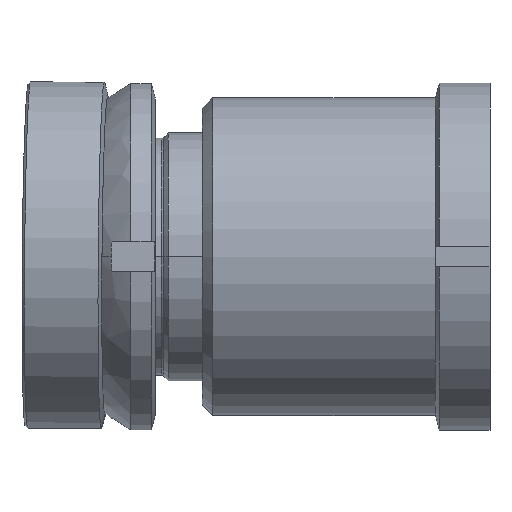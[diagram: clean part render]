
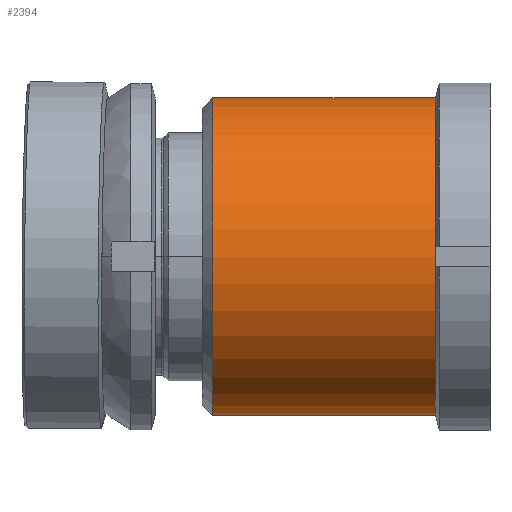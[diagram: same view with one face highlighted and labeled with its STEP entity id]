
A CAD part, left-side view. The second image highlights one B-rep face of the part: STEP entity #2394.
In plain terms, the highlighted cylindrical face has radius 32 mm (diameter 64 mm), a partial arc.
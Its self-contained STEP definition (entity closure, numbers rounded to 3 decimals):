
#364 = CARTESIAN_POINT ( 'NONE',  ( 0., -2.1, 32. ) ) ;
#381 = VECTOR ( 'NONE', #2776, 1000. ) ;
#409 = CARTESIAN_POINT ( 'NONE',  ( 0., -47., -32. ) ) ;
#550 = VERTEX_POINT ( 'NONE', #364 ) ;
#599 = AXIS2_PLACEMENT_3D ( 'NONE', #1536, #3037, #3046 ) ;
#675 = EDGE_CURVE ( 'NONE', #2144, #550, #3154, .T. ) ;
#696 = EDGE_CURVE ( 'NONE', #810, #2611, #2475, .T. ) ;
#734 = VERTEX_POINT ( 'NONE', #1774 ) ;
#740 = EDGE_LOOP ( 'NONE', ( #1803, #2649, #921, #2970, #2054 ) ) ;
#753 = CIRCLE ( 'NONE', #2141, 32. ) ;
#772 = CARTESIAN_POINT ( 'NONE',  ( 0., 10.447, 32. ) ) ;
#810 = VERTEX_POINT ( 'NONE', #409 ) ;
#921 = ORIENTED_EDGE ( 'NONE', *, *, #2019, .T. ) ;
#1117 = DIRECTION ( 'NONE',  ( 0., -1., 0. ) ) ;
#1286 = CYLINDRICAL_SURFACE ( 'NONE', #1707, 32. ) ;
#1435 = EDGE_CURVE ( 'NONE', #550, #734, #2075, .T. ) ;
#1536 = CARTESIAN_POINT ( 'NONE',  ( 0., -47., 0. ) ) ;
#1707 = AXIS2_PLACEMENT_3D ( 'NONE', #3058, #3074, #2551 ) ;
#1774 = CARTESIAN_POINT ( 'NONE',  ( 0., -2.1, -32. ) ) ;
#1803 = ORIENTED_EDGE ( 'NONE', *, *, #2177, .F. ) ;
#1860 = DIRECTION ( 'NONE',  ( 0., 0., -1. ) ) ;
#2019 = EDGE_CURVE ( 'NONE', #2611, #2144, #753, .T. ) ;
#2054 = ORIENTED_EDGE ( 'NONE', *, *, #1435, .T. ) ;
#2075 = CIRCLE ( 'NONE', #2456, 32. ) ;
#2088 = DIRECTION ( 'NONE',  ( 0., 0., 1. ) ) ;
#2101 = CARTESIAN_POINT ( 'NONE',  ( 0., -47., 32. ) ) ;
#2141 = AXIS2_PLACEMENT_3D ( 'NONE', #2336, #2522, #2088 ) ;
#2144 = VERTEX_POINT ( 'NONE', #2101 ) ;
#2149 = CARTESIAN_POINT ( 'NONE',  ( 0., 10.447, -32. ) ) ;
#2177 = EDGE_CURVE ( 'NONE', #810, #734, #2467, .T. ) ;
#2336 = CARTESIAN_POINT ( 'NONE',  ( 0., -47., 0. ) ) ;
#2379 = CARTESIAN_POINT ( 'NONE',  ( -32., -47., 0. ) ) ;
#2394 = ADVANCED_FACE ( 'NONE', ( #2586 ), #1286, .T. ) ;
#2456 = AXIS2_PLACEMENT_3D ( 'NONE', #2617, #1117, #1860 ) ;
#2467 = LINE ( 'NONE', #2149, #2910 ) ;
#2475 = CIRCLE ( 'NONE', #599, 32. ) ;
#2522 = DIRECTION ( 'NONE',  ( 0., 1., 0. ) ) ;
#2551 = DIRECTION ( 'NONE',  ( 0., 0., 1. ) ) ;
#2586 = FACE_OUTER_BOUND ( 'NONE', #740, .T. ) ;
#2611 = VERTEX_POINT ( 'NONE', #2379 ) ;
#2617 = CARTESIAN_POINT ( 'NONE',  ( 0., -2.1, 0. ) ) ;
#2649 = ORIENTED_EDGE ( 'NONE', *, *, #696, .T. ) ;
#2776 = DIRECTION ( 'NONE',  ( 0., 1., 0. ) ) ;
#2862 = DIRECTION ( 'NONE',  ( 0., 1., 0. ) ) ;
#2910 = VECTOR ( 'NONE', #2862, 1000. ) ;
#2970 = ORIENTED_EDGE ( 'NONE', *, *, #675, .T. ) ;
#3037 = DIRECTION ( 'NONE',  ( 0., 1., 0. ) ) ;
#3046 = DIRECTION ( 'NONE',  ( 0., 0., 1. ) ) ;
#3058 = CARTESIAN_POINT ( 'NONE',  ( 0., 10.447, 0. ) ) ;
#3074 = DIRECTION ( 'NONE',  ( 0., 1., 0. ) ) ;
#3154 = LINE ( 'NONE', #772, #381 ) ;
